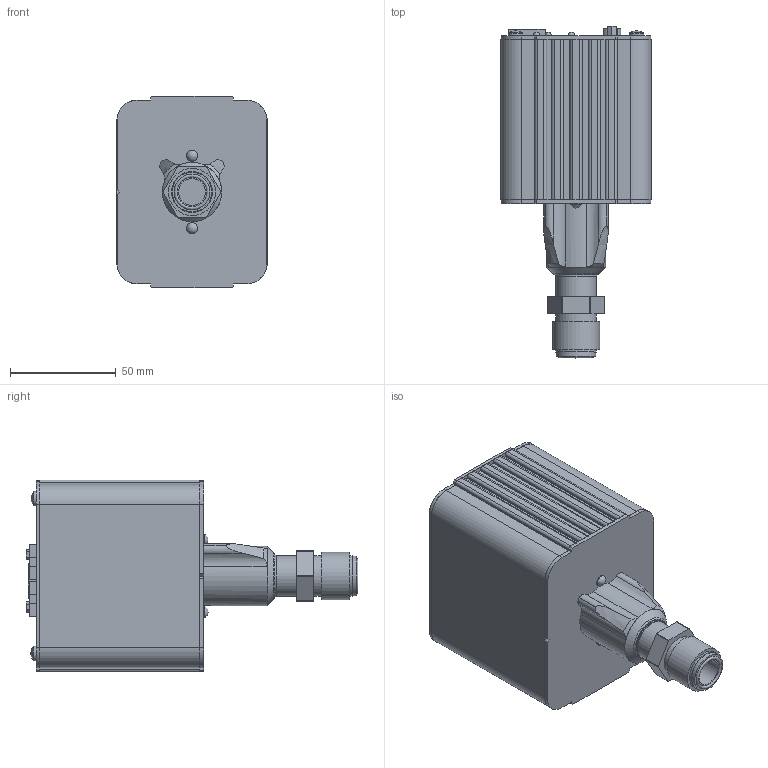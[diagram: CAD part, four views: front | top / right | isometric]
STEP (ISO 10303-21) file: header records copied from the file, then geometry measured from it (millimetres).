
FILE_DESCRIPTION (( 'STEP AP214' ), '1' );
FILE_NAME ('390, 392 EC, VCR 8.STEP', '2019-08-26T17:07:32', ( 'mks' ), ( 'Microsoft' ), 'SwSTEP 2.0', 'SolidWorks 2015', '' );
FILE_SCHEMA (( 'AUTOMOTIVE_DESIGN' ));
Length unit declared in the file: inch
Products named in the file (1): 390, 392 EC, VCR 8
Bounding box: 71.12 x 157.06 x 90.81 mm (x, y, z)
Volume: 520151.2 mm3; surface area: 49883.4 mm2
Topology: 1 solids, 1 shells, 382 faces, 953 edges, 612 vertices
Faces by surface type: plane 254, cylinder 106, sphere 9, cone 7, torus 5, bspline 1
Full cylindrical faces by diameter (mm): 3 x1, 3.81 x3, 4.216 x2, 4.445 x3, 5.359 x2, 6.888 x4, 12.7 x1, 17.78 x1, 18.796 x1, 19.05 x2, 19.304 x3, 19.812 x1, 22.301 x1, 28.016 x1
Entity records: 13220 total; most frequent: CARTESIAN_POINT 4074, DIRECTION 1951, ORIENTED_EDGE 1804, EDGE_CURVE 902, AXIS2_PLACEMENT_3D 683, VERTEX_POINT 597, VECTOR 585, LINE 585
